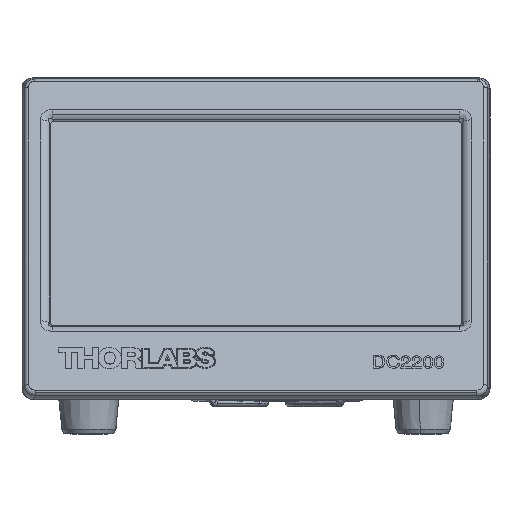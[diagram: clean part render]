
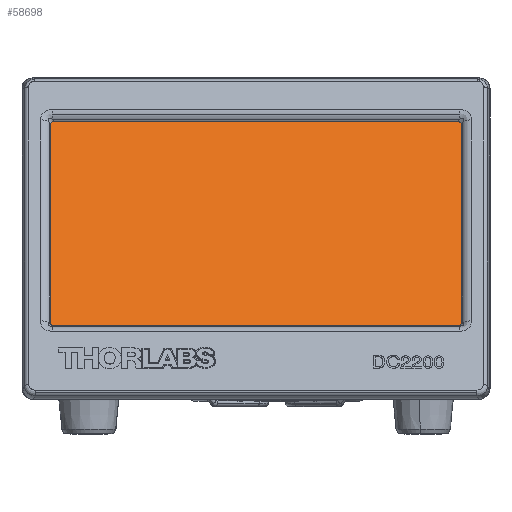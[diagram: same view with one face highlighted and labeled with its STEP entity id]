
A CAD part, top view. The second image highlights one B-rep face of the part: STEP entity #58698.
In plain terms, the highlighted planar face has unit normal (0, 0.5, 0.866).
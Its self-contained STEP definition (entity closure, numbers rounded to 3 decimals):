
#10138 = CARTESIAN_POINT ( 'NONE',  ( 0., 42.54, -20.519 ) ) ;
#10532 = ORIENTED_EDGE ( 'NONE', *, *, #51793, .T. ) ;
#22396 = CARTESIAN_POINT ( 'NONE',  ( -49.35, 67.438, -34.894 ) ) ;
#30233 = VERTEX_POINT ( 'NONE', #131061 ) ;
#30513 = DIRECTION ( 'NONE',  ( -1., 0., 0. ) ) ;
#39685 = VECTOR ( 'NONE', #50279, 1000. ) ;
#39758 = EDGE_LOOP ( 'NONE', ( #10532, #241526, #101121, #48107 ) ) ;
#41608 = VERTEX_POINT ( 'NONE', #22396 ) ;
#42355 = VECTOR ( 'NONE', #241946, 1000. ) ;
#48107 = ORIENTED_EDGE ( 'NONE', *, *, #217231, .T. ) ;
#50279 = DIRECTION ( 'NONE',  ( 0., -0.866, 0.5 ) ) ;
#51793 = EDGE_CURVE ( 'NONE', #41608, #174000, #147318, .T. ) ;
#58698 = ADVANCED_FACE ( 'NONE', ( #144505 ), #110220, .F. ) ;
#64142 = CARTESIAN_POINT ( 'NONE',  ( -49.35, 17.642, -6.144 ) ) ;
#64400 = VERTEX_POINT ( 'NONE', #166898 ) ;
#82984 = LINE ( 'NONE', #255159, #130514 ) ;
#101121 = ORIENTED_EDGE ( 'NONE', *, *, #136016, .T. ) ;
#110220 = PLANE ( 'NONE',  #213102 ) ;
#128691 = VECTOR ( 'NONE', #155823, 1000. ) ;
#130514 = VECTOR ( 'NONE', #154397, 1000. ) ;
#131061 = CARTESIAN_POINT ( 'NONE',  ( 49.35, 67.438, -34.894 ) ) ;
#136016 = EDGE_CURVE ( 'NONE', #64400, #30233, #182434, .T. ) ;
#141239 = CARTESIAN_POINT ( 'NONE',  ( -49.35, 17.642, -6.144 ) ) ;
#141701 = EDGE_CURVE ( 'NONE', #174000, #64400, #149926, .T. ) ;
#144505 = FACE_OUTER_BOUND ( 'NONE', #39758, .T. ) ;
#147318 = LINE ( 'NONE', #191714, #39685 ) ;
#149926 = LINE ( 'NONE', #141239, #42355 ) ;
#151745 = DIRECTION ( 'NONE',  ( 0., -0.5, -0.866 ) ) ;
#154397 = DIRECTION ( 'NONE',  ( -1., 0., 0. ) ) ;
#155823 = DIRECTION ( 'NONE',  ( 0., 0.866, -0.5 ) ) ;
#166898 = CARTESIAN_POINT ( 'NONE',  ( 49.35, 17.642, -6.144 ) ) ;
#174000 = VERTEX_POINT ( 'NONE', #64142 ) ;
#182434 = LINE ( 'NONE', #215939, #128691 ) ;
#191714 = CARTESIAN_POINT ( 'NONE',  ( -49.35, 17.642, -6.144 ) ) ;
#213102 = AXIS2_PLACEMENT_3D ( 'NONE', #10138, #151745, #30513 ) ;
#215939 = CARTESIAN_POINT ( 'NONE',  ( 49.35, 17.642, -6.144 ) ) ;
#217231 = EDGE_CURVE ( 'NONE', #30233, #41608, #82984, .T. ) ;
#241526 = ORIENTED_EDGE ( 'NONE', *, *, #141701, .T. ) ;
#241946 = DIRECTION ( 'NONE',  ( 1., 0., 0. ) ) ;
#255159 = CARTESIAN_POINT ( 'NONE',  ( -49.35, 67.438, -34.894 ) ) ;
